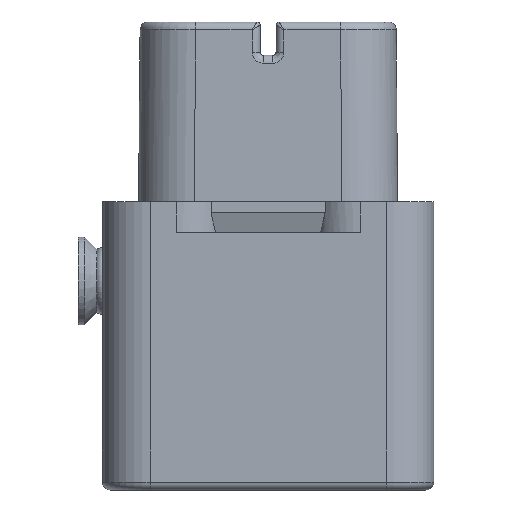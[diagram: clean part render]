
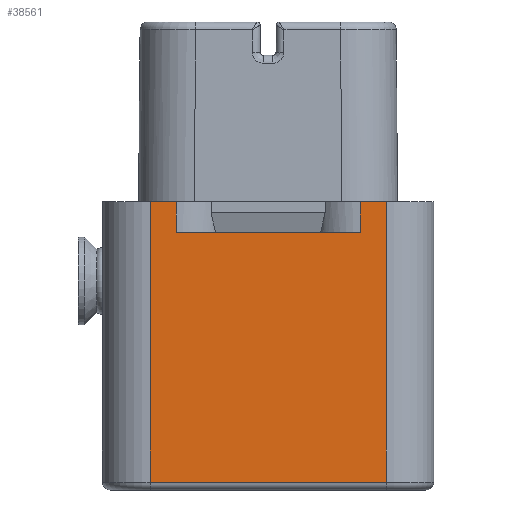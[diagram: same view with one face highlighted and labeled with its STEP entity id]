
A CAD part, front view. The second image highlights one B-rep face of the part: STEP entity #38561.
In plain terms, the highlighted planar face has unit normal (0, -1, 0).
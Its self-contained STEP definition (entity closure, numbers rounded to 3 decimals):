
#2335=DIRECTION('',(-1.,0.,0.));
#2336=VECTOR('',#2335,14.852);
#2337=CARTESIAN_POINT('',(-183.176,-42.898,
-41.041));
#2338=LINE('',#2337,#2336);
#2343=DIRECTION('',(-1.,0.,0.));
#2344=VECTOR('',#2343,1.631);
#2345=CARTESIAN_POINT('',(-183.178,-42.898,
-23.391));
#2346=LINE('',#2345,#2344);
#2347=DIRECTION('',(0.,0.,-1.));
#2348=VECTOR('',#2347,17.65);
#2349=CARTESIAN_POINT('',(-183.178,-42.898,
-23.391));
#2350=LINE('',#2349,#2348);
#2351=DIRECTION('',(0.,0.,1.));
#2352=VECTOR('',#2351,17.65);
#2353=CARTESIAN_POINT('',(-198.028,-42.898,
-41.041));
#2354=LINE('',#2353,#2352);
#2355=DIRECTION('',(-1.,0.,0.));
#2356=VECTOR('',#2355,1.631);
#2357=CARTESIAN_POINT('',(-196.397,-42.898,
-23.391));
#2358=LINE('',#2357,#2356);
#2359=DIRECTION('',(1.,0.,0.));
#2360=VECTOR('',#2359,11.588);
#2361=CARTESIAN_POINT('',(-196.397,-42.898,
-25.341));
#2362=LINE('',#2361,#2360);
#17914=DIRECTION('',(0.,0.,1.));
#17915=VECTOR('',#17914,1.95);
#17916=CARTESIAN_POINT('',(-184.81,-42.898,
-25.341));
#17917=LINE('',#17916,#17915);
#17981=DIRECTION('',(0.,0.,-1.));
#17982=VECTOR('',#17981,1.95);
#17983=CARTESIAN_POINT('',(-196.397,-42.898,
-23.391));
#17984=LINE('',#17983,#17982);
#31561=CARTESIAN_POINT('',(-183.178,-42.898,
-23.391));
#31562=CARTESIAN_POINT('',(-184.81,-42.898,
-23.391));
#31563=VERTEX_POINT('',#31561);
#31564=VERTEX_POINT('',#31562);
#31573=CARTESIAN_POINT('',(-196.397,-42.898,
-23.391));
#31574=CARTESIAN_POINT('',(-198.028,-42.898,
-23.391));
#31575=VERTEX_POINT('',#31573);
#31576=VERTEX_POINT('',#31574);
#33413=CARTESIAN_POINT('',(-198.027,-42.898,
-41.041));
#33414=VERTEX_POINT('',#33413);
#33417=CARTESIAN_POINT('',(-183.175,-42.898,
-41.041));
#33418=VERTEX_POINT('',#33417);
#33557=CARTESIAN_POINT('',(-196.397,-42.898,
-25.341));
#33559=VERTEX_POINT('',#33557);
#33561=CARTESIAN_POINT('',(-184.81,-42.898,
-25.341));
#33563=VERTEX_POINT('',#33561);
#38541=CARTESIAN_POINT('',(-195.866,-42.898,
-24.366));
#38542=DIRECTION('',(0.,1.,0.));
#38543=DIRECTION('',(0.,0.,1.));
#38544=AXIS2_PLACEMENT_3D('',#38541,#38542,#38543);
#38545=PLANE('',#38544);
#38547=ORIENTED_EDGE('',*,*,#38546,.T.);
#38549=ORIENTED_EDGE('',*,*,#38548,.T.);
#38550=ORIENTED_EDGE('',*,*,#36962,.F.);
#38552=ORIENTED_EDGE('',*,*,#38551,.T.);
#38553=ORIENTED_EDGE('',*,*,#38534,.T.);
#38555=ORIENTED_EDGE('',*,*,#38554,.T.);
#38556=ORIENTED_EDGE('',*,*,#36970,.F.);
#38558=ORIENTED_EDGE('',*,*,#38557,.T.);
#38559=EDGE_LOOP('',(#38547,#38549,#38550,#38552,#38553,#38555,#38556,#38558));
#38560=FACE_OUTER_BOUND('',#38559,.F.);
#38561=ADVANCED_FACE('',(#38560),#38545,.F.);
#36962=EDGE_CURVE('',#31563,#31564,#2346,.T.);
#36970=EDGE_CURVE('',#31575,#31576,#2358,.T.);
#38534=EDGE_CURVE('',#33418,#33414,#2338,.T.);
#38546=EDGE_CURVE('',#33559,#33563,#2362,.T.);
#38548=EDGE_CURVE('',#33563,#31564,#17917,.T.);
#38551=EDGE_CURVE('',#31563,#33418,#2350,.T.);
#38554=EDGE_CURVE('',#33414,#31576,#2354,.T.);
#38557=EDGE_CURVE('',#31575,#33559,#17984,.T.);
